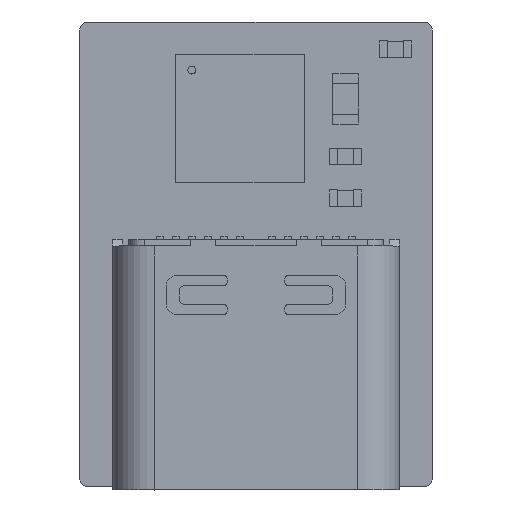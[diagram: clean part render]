
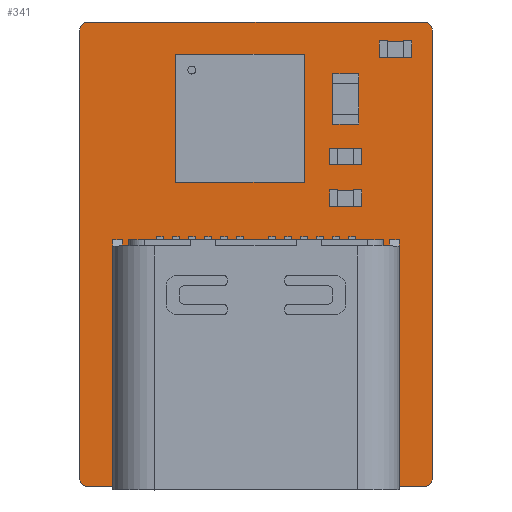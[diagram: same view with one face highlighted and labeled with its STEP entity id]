
A CAD part, top view. The second image highlights one B-rep face of the part: STEP entity #341.
In plain terms, the highlighted planar face has unit normal (0, 0, 1).
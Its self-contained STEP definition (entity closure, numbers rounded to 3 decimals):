
#76 = VERTEX_POINT('',#77);
#77 = CARTESIAN_POINT('',(0.,0.25,1.591));
#83 = EDGE_CURVE('',#76,#84,#86,.T.);
#84 = VERTEX_POINT('',#85);
#85 = CARTESIAN_POINT('',(0.,14.25,1.591));
#86 = LINE('',#87,#88);
#87 = CARTESIAN_POINT('',(0.,0.25,1.591));
#88 = VECTOR('',#89,1.);
#89 = DIRECTION('',(0.,1.,0.));
#114 = EDGE_CURVE('',#84,#115,#117,.T.);
#115 = VERTEX_POINT('',#116);
#116 = CARTESIAN_POINT('',(0.25,14.5,1.591));
#117 = CIRCLE('',#118,0.249);
#118 = AXIS2_PLACEMENT_3D('',#119,#120,#121);
#119 = CARTESIAN_POINT('',(0.249,14.251,1.591));
#120 = DIRECTION('',(0.,0.,-1.));
#121 = DIRECTION('',(-1.,-0.003,0.));
#147 = EDGE_CURVE('',#115,#148,#150,.T.);
#148 = VERTEX_POINT('',#149);
#149 = CARTESIAN_POINT('',(10.75,14.5,1.591));
#150 = LINE('',#151,#152);
#151 = CARTESIAN_POINT('',(0.25,14.5,1.591));
#152 = VECTOR('',#153,1.);
#153 = DIRECTION('',(1.,0.,0.));
#178 = EDGE_CURVE('',#148,#179,#181,.T.);
#179 = VERTEX_POINT('',#180);
#180 = CARTESIAN_POINT('',(11.,14.25,1.591));
#181 = CIRCLE('',#182,0.249);
#182 = AXIS2_PLACEMENT_3D('',#183,#184,#185);
#183 = CARTESIAN_POINT('',(10.751,14.251,1.591));
#184 = DIRECTION('',(0.,0.,-1.));
#185 = DIRECTION('',(-0.003,1.,0.));
#211 = EDGE_CURVE('',#179,#212,#214,.T.);
#212 = VERTEX_POINT('',#213);
#213 = CARTESIAN_POINT('',(11.,0.25,1.591));
#214 = LINE('',#215,#216);
#215 = CARTESIAN_POINT('',(11.,14.25,1.591));
#216 = VECTOR('',#217,1.);
#217 = DIRECTION('',(0.,-1.,0.));
#242 = EDGE_CURVE('',#212,#243,#245,.T.);
#243 = VERTEX_POINT('',#244);
#244 = CARTESIAN_POINT('',(10.75,0.,1.591));
#245 = CIRCLE('',#246,0.249);
#246 = AXIS2_PLACEMENT_3D('',#247,#248,#249);
#247 = CARTESIAN_POINT('',(10.751,0.249,1.591));
#248 = DIRECTION('',(0.,0.,-1.));
#249 = DIRECTION('',(1.,0.003,0.));
#275 = EDGE_CURVE('',#243,#276,#278,.T.);
#276 = VERTEX_POINT('',#277);
#277 = CARTESIAN_POINT('',(0.25,0.,1.591));
#278 = LINE('',#279,#280);
#279 = CARTESIAN_POINT('',(10.75,0.,1.591));
#280 = VECTOR('',#281,1.);
#281 = DIRECTION('',(-1.,0.,0.));
#306 = EDGE_CURVE('',#276,#76,#307,.T.);
#307 = CIRCLE('',#308,0.249);
#308 = AXIS2_PLACEMENT_3D('',#309,#310,#311);
#309 = CARTESIAN_POINT('',(0.249,0.249,1.591));
#310 = DIRECTION('',(0.,0.,-1.));
#311 = DIRECTION('',(0.003,-1.,0.));
#341 = ADVANCED_FACE('',(#342),#352,.T.);
#342 = FACE_BOUND('',#343,.F.);
#343 = EDGE_LOOP('',(#344,#345,#346,#347,#348,#349,#350,#351));
#344 = ORIENTED_EDGE('',*,*,#83,.T.);
#345 = ORIENTED_EDGE('',*,*,#114,.T.);
#346 = ORIENTED_EDGE('',*,*,#147,.T.);
#347 = ORIENTED_EDGE('',*,*,#178,.T.);
#348 = ORIENTED_EDGE('',*,*,#211,.T.);
#349 = ORIENTED_EDGE('',*,*,#242,.T.);
#350 = ORIENTED_EDGE('',*,*,#275,.T.);
#351 = ORIENTED_EDGE('',*,*,#306,.T.);
#352 = PLANE('',#353);
#353 = AXIS2_PLACEMENT_3D('',#354,#355,#356);
#354 = CARTESIAN_POINT('',(0.,0.25,1.591));
#355 = DIRECTION('',(0.,0.,1.));
#356 = DIRECTION('',(1.,0.,0.));
